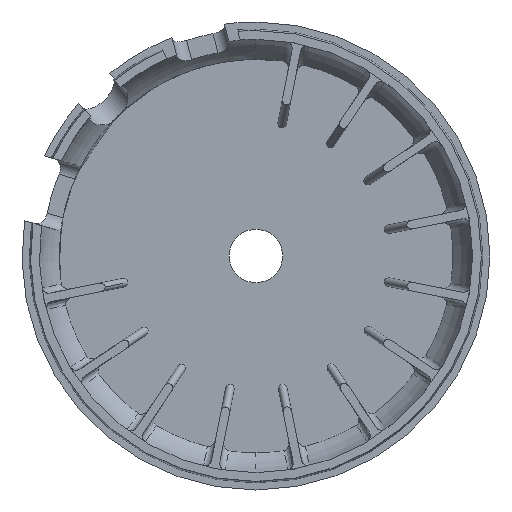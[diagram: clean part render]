
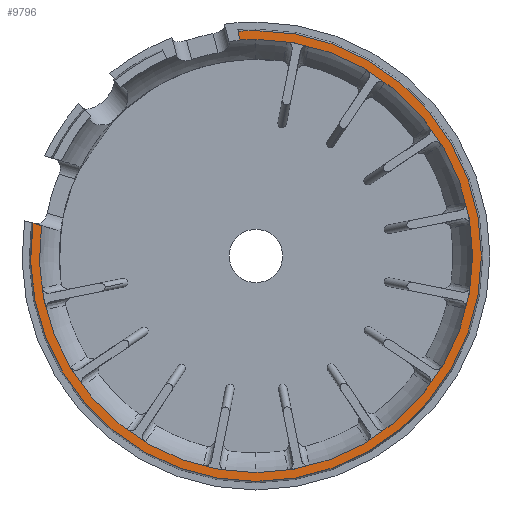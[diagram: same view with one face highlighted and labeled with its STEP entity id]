
A CAD part, front view. The second image highlights one B-rep face of the part: STEP entity #9796.
In plain terms, the highlighted planar face has unit normal (0, -1, 0).
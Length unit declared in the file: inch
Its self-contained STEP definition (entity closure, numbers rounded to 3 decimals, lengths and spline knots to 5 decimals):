
#350 = CARTESIAN_POINT ( 'NONE',  ( -0.12855, -0.19696, 1.66598 ) ) ;
#405 = EDGE_CURVE ( 'NONE', #6082, #1527, #3666, .T. ) ;
#452 = AXIS2_PLACEMENT_3D ( 'NONE', #4286, #10907, #9222 ) ;
#552 = DIRECTION ( 'NONE',  ( 0., -1., 0. ) ) ;
#756 = AXIS2_PLACEMENT_3D ( 'NONE', #8760, #3091, #9705 ) ;
#794 = VERTEX_POINT ( 'NONE', #3101 ) ;
#910 = ORIENTED_EDGE ( 'NONE', *, *, #2410, .F. ) ;
#1439 = DIRECTION ( 'NONE',  ( 0., 1., 0. ) ) ;
#1512 = EDGE_CURVE ( 'NONE', #12352, #10949, #5300, .T. ) ;
#1527 = VERTEX_POINT ( 'NONE', #9717 ) ;
#1567 = ORIENTED_EDGE ( 'NONE', *, *, #10128, .F. ) ;
#1951 = VERTEX_POINT ( 'NONE', #3906 ) ;
#2185 = EDGE_LOOP ( 'NONE', ( #1567, #9609, #10572, #910, #7882, #7307, #6283, #3090 ) ) ;
#2261 = DIRECTION ( 'NONE',  ( 0., 1., 0. ) ) ;
#2410 = EDGE_CURVE ( 'NONE', #4375, #6082, #10433, .T. ) ;
#3011 = CARTESIAN_POINT ( 'NONE',  ( -0.12785, -0.19696, 1.65726 ) ) ;
#3090 = ORIENTED_EDGE ( 'NONE', *, *, #4702, .F. ) ;
#3091 = DIRECTION ( 'NONE',  ( 0., -1., 0. ) ) ;
#3101 = CARTESIAN_POINT ( 'NONE',  ( -1.58157, -0.19696, 0.2237 ) ) ;
#3336 = PLANE ( 'NONE',  #452 ) ;
#3355 = DIRECTION ( 'NONE',  ( -0.079, 0., 0.997 ) ) ;
#3451 = CARTESIAN_POINT ( 'NONE',  ( -1.64444, -0.19696, 0.24218 ) ) ;
#3479 = CARTESIAN_POINT ( 'NONE',  ( 0., -0.19696, 0. ) ) ;
#3666 = CIRCLE ( 'NONE', #756, 1.59731 ) ;
#3670 = AXIS2_PLACEMENT_3D ( 'NONE', #7916, #5041, #11641 ) ;
#3689 = CARTESIAN_POINT ( 'NONE',  ( -0.06526, -0.19696, -0.22201 ) ) ;
#3851 = CIRCLE ( 'NONE', #4927, 1.59731 ) ;
#3906 = CARTESIAN_POINT ( 'NONE',  ( 0., -0.19696, 1.66218 ) ) ;
#4286 = CARTESIAN_POINT ( 'NONE',  ( 0., -0.19696, 0. ) ) ;
#4375 = VERTEX_POINT ( 'NONE', #5310 ) ;
#4386 = CARTESIAN_POINT ( 'NONE',  ( 0., -0.19696, 0. ) ) ;
#4702 = EDGE_CURVE ( 'NONE', #1951, #12352, #9607, .T. ) ;
#4735 = CIRCLE ( 'NONE', #11496, 1.66218 ) ;
#4773 = AXIS2_PLACEMENT_3D ( 'NONE', #10767, #10722, #8960 ) ;
#4803 = VECTOR ( 'NONE', #12235, 39.37008 ) ;
#4927 = AXIS2_PLACEMENT_3D ( 'NONE', #3479, #552, #10068 ) ;
#5041 = DIRECTION ( 'NONE',  ( 0., -1., 0. ) ) ;
#5300 = CIRCLE ( 'NONE', #4773, 1.66218 ) ;
#5310 = CARTESIAN_POINT ( 'NONE',  ( 0., -0.19696, -1.59731 ) ) ;
#5405 = LINE ( 'NONE', #3689, #4803 ) ;
#5628 = VECTOR ( 'NONE', #3355, 39.37008 ) ;
#5664 = AXIS2_PLACEMENT_3D ( 'NONE', #11736, #2261, #10654 ) ;
#6082 = VERTEX_POINT ( 'NONE', #7863 ) ;
#6283 = ORIENTED_EDGE ( 'NONE', *, *, #1512, .F. ) ;
#7284 = FACE_OUTER_BOUND ( 'NONE', #2185, .T. ) ;
#7293 = LINE ( 'NONE', #350, #5628 ) ;
#7307 = ORIENTED_EDGE ( 'NONE', *, *, #11725, .F. ) ;
#7863 = CARTESIAN_POINT ( 'NONE',  ( 0., -0.19696, 1.59731 ) ) ;
#7882 = ORIENTED_EDGE ( 'NONE', *, *, #9458, .F. ) ;
#7916 = CARTESIAN_POINT ( 'NONE',  ( 0., -0.19696, 0. ) ) ;
#8760 = CARTESIAN_POINT ( 'NONE',  ( 0., -0.19696, 0. ) ) ;
#8960 = DIRECTION ( 'NONE',  ( 0., 0., 1. ) ) ;
#9222 = DIRECTION ( 'NONE',  ( 0., 0., -1. ) ) ;
#9349 = EDGE_CURVE ( 'NONE', #1527, #10705, #7293, .T. ) ;
#9458 = EDGE_CURVE ( 'NONE', #794, #4375, #3851, .T. ) ;
#9607 = CIRCLE ( 'NONE', #5664, 1.66218 ) ;
#9609 = ORIENTED_EDGE ( 'NONE', *, *, #9349, .F. ) ;
#9705 = DIRECTION ( 'NONE',  ( 0., 0., -1. ) ) ;
#9717 = CARTESIAN_POINT ( 'NONE',  ( -0.12271, -0.19696, 1.59259 ) ) ;
#9796 = ADVANCED_FACE ( 'NONE', ( #7284 ), #3336, .T. ) ;
#10068 = DIRECTION ( 'NONE',  ( 0., 0., -1. ) ) ;
#10128 = EDGE_CURVE ( 'NONE', #10705, #1951, #4735, .T. ) ;
#10433 = CIRCLE ( 'NONE', #3670, 1.59731 ) ;
#10572 = ORIENTED_EDGE ( 'NONE', *, *, #405, .F. ) ;
#10654 = DIRECTION ( 'NONE',  ( 0., 0., 1. ) ) ;
#10705 = VERTEX_POINT ( 'NONE', #3011 ) ;
#10722 = DIRECTION ( 'NONE',  ( 0., 1., 0. ) ) ;
#10767 = CARTESIAN_POINT ( 'NONE',  ( 0., -0.19696, 0. ) ) ;
#10907 = DIRECTION ( 'NONE',  ( 0., -1., 0. ) ) ;
#10949 = VERTEX_POINT ( 'NONE', #3451 ) ;
#11496 = AXIS2_PLACEMENT_3D ( 'NONE', #4386, #1439, #11811 ) ;
#11641 = DIRECTION ( 'NONE',  ( 0., 0., -1. ) ) ;
#11725 = EDGE_CURVE ( 'NONE', #10949, #794, #5405, .T. ) ;
#11736 = CARTESIAN_POINT ( 'NONE',  ( 0., -0.19696, 0. ) ) ;
#11811 = DIRECTION ( 'NONE',  ( 0., 0., 1. ) ) ;
#11844 = CARTESIAN_POINT ( 'NONE',  ( 0., -0.19696, -1.66218 ) ) ;
#12235 = DIRECTION ( 'NONE',  ( 0.959, 0., -0.282 ) ) ;
#12352 = VERTEX_POINT ( 'NONE', #11844 ) ;
